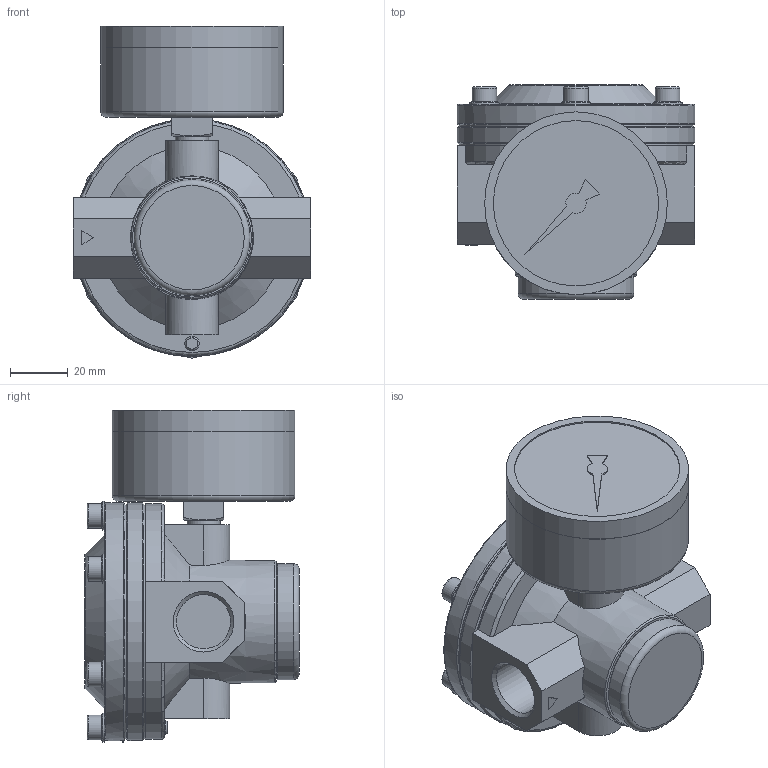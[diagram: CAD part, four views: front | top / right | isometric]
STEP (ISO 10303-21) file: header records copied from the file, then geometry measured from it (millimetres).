
FILE_DESCRIPTION( ( 'STEP AP214' ), ' ' );
FILE_NAME( '9.1533.00.102.0V.stp', '2017-03-08T08:41:50', ( '' ), ( '' ), ' ', 'PARTsolutions', ' ' );
FILE_SCHEMA( ( 'AUTOMOTIVE_DESIGN { 1 0 10303 214 1 1 1 1 }' ) );
Length unit declared in the file: millimetre
Products named in the file (3): 9.1533.00.102.0V; _637.301(01)-1; _637.301-2
Assembly tree (2 placements, depth 2):
  9.1533.00.102.0V
    _637.301(01)-1
    _637.301-2
Bounding box: 82 x 74 x 114.5 mm (x, y, z)
Volume: 322517.3 mm3; surface area: 42114.4 mm2
Topology: 2 solids, 2 shells, 199 faces, 454 edges, 291 vertices
Faces by surface type: plane 123, cylinder 35, cone 26, torus 15
Full cylindrical faces by diameter (mm): 5 x1, 8.5 x6, 10 x6, 11.445 x3, 13.157 x1, 18.631 x2, 40 x1, 57 x1, 62.96 x1, 63 x2, 80.7 x2, 82 x2
Entity records: 6932 total; most frequent: CARTESIAN_POINT 1100, DIRECTION 886, ORIENTED_EDGE 748, EDGE_CURVE 374, AXIS2_PLACEMENT_3D 339, EDGE_LOOP 293, VERTEX_POINT 273, FACE_OUTER_BOUND 240
